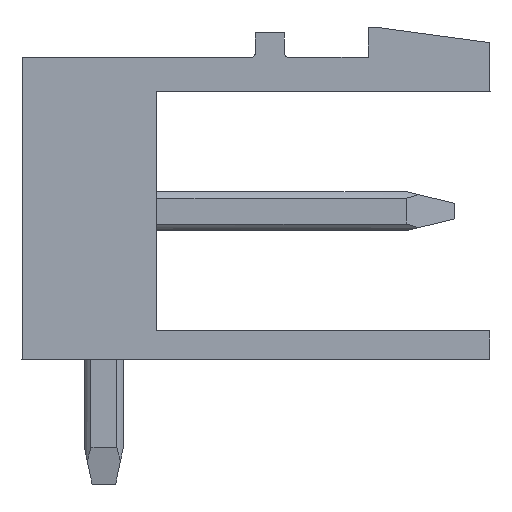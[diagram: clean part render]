
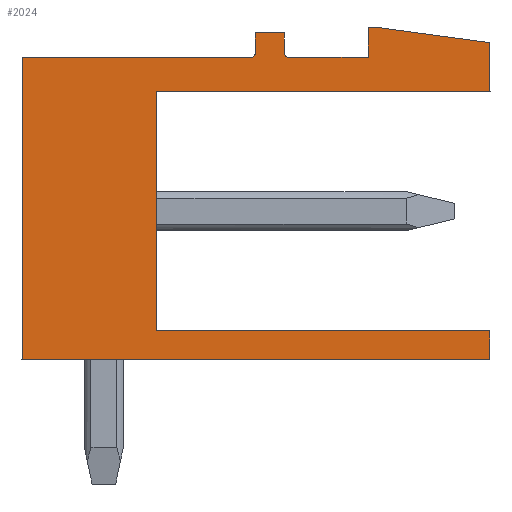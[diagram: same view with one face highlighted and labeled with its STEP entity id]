
A CAD part, left-side view. The second image highlights one B-rep face of the part: STEP entity #2024.
In plain terms, the highlighted planar face has unit normal (-1, 0, 0).
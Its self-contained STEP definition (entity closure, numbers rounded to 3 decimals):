
#1035=AXIS2_PLACEMENT_3D('Circle Axis2P3D',#1033,#1034,$) ;
#1159=AXIS2_PLACEMENT_3D('Circle Axis2P3D',#1157,#1158,$) ;
#2003=AXIS2_PLACEMENT_3D('Plane Axis2P3D',#2000,#2001,#2002) ;
#49=CARTESIAN_POINT('Vertex',(0.,8.55,3.93)) ;
#52=CARTESIAN_POINT('Line Origine',(0.,4.275,3.93)) ;
#56=CARTESIAN_POINT('Vertex',(0.,0.,3.93)) ;
#87=CARTESIAN_POINT('Vertex',(0.,8.55,10.06)) ;
#90=CARTESIAN_POINT('Line Origine',(0.,8.55,6.995)) ;
#844=CARTESIAN_POINT('Vertex',(0.,0.,10.06)) ;
#847=CARTESIAN_POINT('Line Origine',(0.,4.275,10.06)) ;
#875=CARTESIAN_POINT('Vertex',(0.,0.,11.32)) ;
#878=CARTESIAN_POINT('Line Origine',(0.,0.,10.69)) ;
#906=CARTESIAN_POINT('Vertex',(0.,2.8,11.7)) ;
#909=CARTESIAN_POINT('Line Origine',(0.,1.4,11.51)) ;
#937=CARTESIAN_POINT('Vertex',(0.,3.12,11.7)) ;
#940=CARTESIAN_POINT('Line Origine',(0.,2.96,11.7)) ;
#968=CARTESIAN_POINT('Vertex',(0.,3.12,10.95)) ;
#971=CARTESIAN_POINT('Line Origine',(0.,3.12,11.325)) ;
#999=CARTESIAN_POINT('Vertex',(0.,5.17,10.95)) ;
#1002=CARTESIAN_POINT('Line Origine',(0.,4.145,10.95)) ;
#1030=CARTESIAN_POINT('Vertex',(0.,5.27,11.05)) ;
#1033=CARTESIAN_POINT('Axis2P3D Location',(0.,5.17,11.05)) ;
#1061=CARTESIAN_POINT('Vertex',(0.,5.27,11.57)) ;
#1064=CARTESIAN_POINT('Line Origine',(0.,5.27,11.31)) ;
#1092=CARTESIAN_POINT('Vertex',(0.,6.02,11.57)) ;
#1095=CARTESIAN_POINT('Line Origine',(0.,5.645,11.57)) ;
#1123=CARTESIAN_POINT('Vertex',(0.,6.02,11.05)) ;
#1126=CARTESIAN_POINT('Line Origine',(0.,6.02,11.31)) ;
#1154=CARTESIAN_POINT('Vertex',(0.,6.12,10.95)) ;
#1157=CARTESIAN_POINT('Axis2P3D Location',(0.,6.12,11.05)) ;
#1180=CARTESIAN_POINT('Vertex',(0.,12.,10.95)) ;
#1183=CARTESIAN_POINT('Line Origine',(0.,9.06,10.95)) ;
#1211=CARTESIAN_POINT('Vertex',(0.,12.,3.2)) ;
#1214=CARTESIAN_POINT('Line Origine',(0.,12.,7.075)) ;
#1242=CARTESIAN_POINT('Vertex',(0.,0.,3.2)) ;
#1245=CARTESIAN_POINT('Line Origine',(0.,6.,3.2)) ;
#1988=CARTESIAN_POINT('Line Origine',(0.,0.,3.565)) ;
#2000=CARTESIAN_POINT('Axis2P3D Location',(0.,0.,0.)) ;
#53=DIRECTION('Vector Direction',(0.,1.,0.)) ;
#91=DIRECTION('Vector Direction',(0.,0.,-1.)) ;
#848=DIRECTION('Vector Direction',(0.,-1.,0.)) ;
#879=DIRECTION('Vector Direction',(0.,0.,1.)) ;
#910=DIRECTION('Vector Direction',(0.,0.991,0.134)) ;
#941=DIRECTION('Vector Direction',(0.,1.,0.)) ;
#972=DIRECTION('Vector Direction',(0.,0.,-1.)) ;
#1003=DIRECTION('Vector Direction',(0.,1.,0.)) ;
#1034=DIRECTION('Axis2P3D Direction',(-1.,0.,0.)) ;
#1065=DIRECTION('Vector Direction',(0.,0.,1.)) ;
#1096=DIRECTION('Vector Direction',(0.,1.,0.)) ;
#1127=DIRECTION('Vector Direction',(0.,0.,-1.)) ;
#1158=DIRECTION('Axis2P3D Direction',(-1.,0.,0.)) ;
#1184=DIRECTION('Vector Direction',(0.,1.,0.)) ;
#1215=DIRECTION('Vector Direction',(0.,0.,-1.)) ;
#1246=DIRECTION('Vector Direction',(0.,1.,0.)) ;
#1989=DIRECTION('Vector Direction',(0.,0.,-1.)) ;
#2001=DIRECTION('Axis2P3D Direction',(-1.,0.,0.)) ;
#2002=DIRECTION('Axis2P3D XDirection',(0.,0.,1.)) ;
#54=VECTOR('Line Direction',#53,1.) ;
#92=VECTOR('Line Direction',#91,1.) ;
#849=VECTOR('Line Direction',#848,1.) ;
#880=VECTOR('Line Direction',#879,1.) ;
#911=VECTOR('Line Direction',#910,1.) ;
#942=VECTOR('Line Direction',#941,1.) ;
#973=VECTOR('Line Direction',#972,1.) ;
#1004=VECTOR('Line Direction',#1003,1.) ;
#1066=VECTOR('Line Direction',#1065,1.) ;
#1097=VECTOR('Line Direction',#1096,1.) ;
#1128=VECTOR('Line Direction',#1127,1.) ;
#1185=VECTOR('Line Direction',#1184,1.) ;
#1216=VECTOR('Line Direction',#1215,1.) ;
#1247=VECTOR('Line Direction',#1246,1.) ;
#1990=VECTOR('Line Direction',#1989,1.) ;
#2006=ORIENTED_EDGE('',*,*,#58,.T.) ;
#2007=ORIENTED_EDGE('',*,*,#94,.T.) ;
#2008=ORIENTED_EDGE('',*,*,#851,.T.) ;
#2009=ORIENTED_EDGE('',*,*,#882,.T.) ;
#2010=ORIENTED_EDGE('',*,*,#913,.T.) ;
#2011=ORIENTED_EDGE('',*,*,#944,.T.) ;
#2012=ORIENTED_EDGE('',*,*,#975,.T.) ;
#2013=ORIENTED_EDGE('',*,*,#1006,.T.) ;
#2014=ORIENTED_EDGE('',*,*,#1037,.T.) ;
#2015=ORIENTED_EDGE('',*,*,#1068,.T.) ;
#2016=ORIENTED_EDGE('',*,*,#1099,.T.) ;
#2017=ORIENTED_EDGE('',*,*,#1130,.T.) ;
#2018=ORIENTED_EDGE('',*,*,#1161,.T.) ;
#2019=ORIENTED_EDGE('',*,*,#1187,.T.) ;
#2020=ORIENTED_EDGE('',*,*,#1218,.T.) ;
#2021=ORIENTED_EDGE('',*,*,#1249,.T.) ;
#2022=ORIENTED_EDGE('',*,*,#1992,.T.) ;
#2024=ADVANCED_FACE('Housing',(#2023),#2004,.T.) ;
#1036=CIRCLE('generated circle',#1035,0.1) ;
#1160=CIRCLE('generated circle',#1159,0.1) ;
#58=EDGE_CURVE('',#57,#50,#55,.T.) ;
#94=EDGE_CURVE('',#50,#88,#93,.F.) ;
#851=EDGE_CURVE('',#88,#845,#850,.T.) ;
#882=EDGE_CURVE('',#845,#876,#881,.T.) ;
#913=EDGE_CURVE('',#876,#907,#912,.T.) ;
#944=EDGE_CURVE('',#907,#938,#943,.T.) ;
#975=EDGE_CURVE('',#938,#969,#974,.T.) ;
#1006=EDGE_CURVE('',#969,#1000,#1005,.T.) ;
#1037=EDGE_CURVE('',#1000,#1031,#1036,.F.) ;
#1068=EDGE_CURVE('',#1031,#1062,#1067,.T.) ;
#1099=EDGE_CURVE('',#1062,#1093,#1098,.T.) ;
#1130=EDGE_CURVE('',#1093,#1124,#1129,.T.) ;
#1161=EDGE_CURVE('',#1124,#1155,#1160,.F.) ;
#1187=EDGE_CURVE('',#1155,#1181,#1186,.T.) ;
#1218=EDGE_CURVE('',#1181,#1212,#1217,.T.) ;
#1249=EDGE_CURVE('',#1212,#1243,#1248,.F.) ;
#1992=EDGE_CURVE('',#1243,#57,#1991,.F.) ;
#2005=EDGE_LOOP('',(#2006,#2007,#2008,#2009,#2010,#2011,#2012,#2013,#2014,#2015,#2016,#2017,#2018,#2019,#2020,#2021,#2022)) ;
#2023=FACE_OUTER_BOUND('',#2005,.T.) ;
#55=LINE('Line',#52,#54) ;
#93=LINE('Line',#90,#92) ;
#850=LINE('Line',#847,#849) ;
#881=LINE('Line',#878,#880) ;
#912=LINE('Line',#909,#911) ;
#943=LINE('Line',#940,#942) ;
#974=LINE('Line',#971,#973) ;
#1005=LINE('Line',#1002,#1004) ;
#1067=LINE('Line',#1064,#1066) ;
#1098=LINE('Line',#1095,#1097) ;
#1129=LINE('Line',#1126,#1128) ;
#1186=LINE('Line',#1183,#1185) ;
#1217=LINE('Line',#1214,#1216) ;
#1248=LINE('Line',#1245,#1247) ;
#1991=LINE('Line',#1988,#1990) ;
#2004=PLANE('',#2003) ;
#50=VERTEX_POINT('',#49) ;
#57=VERTEX_POINT('',#56) ;
#88=VERTEX_POINT('',#87) ;
#845=VERTEX_POINT('',#844) ;
#876=VERTEX_POINT('',#875) ;
#907=VERTEX_POINT('',#906) ;
#938=VERTEX_POINT('',#937) ;
#969=VERTEX_POINT('',#968) ;
#1000=VERTEX_POINT('',#999) ;
#1031=VERTEX_POINT('',#1030) ;
#1062=VERTEX_POINT('',#1061) ;
#1093=VERTEX_POINT('',#1092) ;
#1124=VERTEX_POINT('',#1123) ;
#1155=VERTEX_POINT('',#1154) ;
#1181=VERTEX_POINT('',#1180) ;
#1212=VERTEX_POINT('',#1211) ;
#1243=VERTEX_POINT('',#1242) ;
